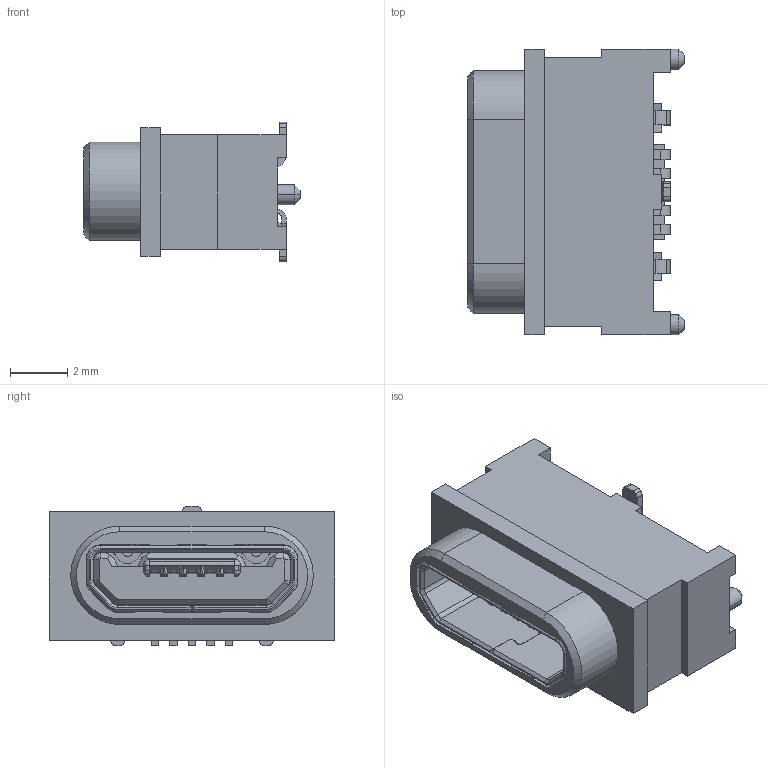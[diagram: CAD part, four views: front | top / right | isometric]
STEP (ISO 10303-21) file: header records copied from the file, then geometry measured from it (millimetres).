
FILE_DESCRIPTION (( 'STEP AP214' ), '1' );
FILE_NAME ('CUI_DEVICES_UJ2-MIBV-4-SMT-TR-67.step', '2019-10-22T13:53:14', ( '' ), ( '' ), 'SwSTEP 2.0', 'SolidWorks 2019', '' );
FILE_SCHEMA (( 'AUTOMOTIVE_DESIGN' ));
Length unit declared in the file: inch
Products named in the file (1): CUI_DEVICES_UJ2-MIBV-4-SMT-TR-67
Bounding box: 7.6 x 10 x 4.9 mm (x, y, z)
Volume: 194.6 mm3; surface area: 495 mm2
Topology: 1 solids, 1 shells, 583 faces, 1678 edges, 1111 vertices
Faces by surface type: plane 380, cylinder 165, cone 24, bspline 10, sphere 4
Entity records: 22835 total; most frequent: CARTESIAN_POINT 3871, ORIENTED_EDGE 3348, DIRECTION 3068, EDGE_CURVE 1674, VECTOR 1244, LINE 1244, VERTEX_POINT 1111, AXIS2_PLACEMENT_3D 912
